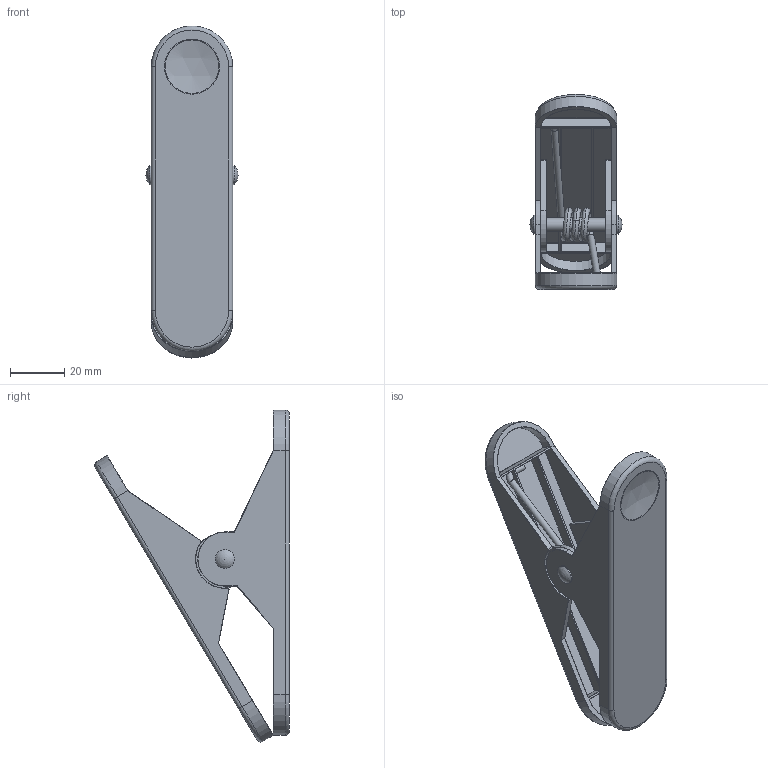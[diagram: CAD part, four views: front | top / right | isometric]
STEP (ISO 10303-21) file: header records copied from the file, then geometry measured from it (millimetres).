
FILE_DESCRIPTION( ( '' ), ' ' );
FILE_NAME( '5e868cf1d03bff161bacfad0.step', '2020-04-03T01:10:10', ( '' ), ( '' ), ' ', ' ', ' ' );
FILE_SCHEMA( ( 'AUTOMOTIVE_DESIGN { 1 0 10303 214 1 1 1 1 }' ) );
Length unit declared in the file: metre
Products named in the file (5): Assem1; Part1; part 2; spring22^Assem1; Part3
Assembly tree (4 placements, depth 2):
  Assem1
    Part1
    part 2
    spring22^Assem1
    Part3
Bounding box: 34 x 71.91 x 122.5 mm (x, y, z)
Volume: 27765.8 mm3; surface area: 31441.2 mm2
Topology: 4 solids, 4 shells, 329 faces, 741 edges, 423 vertices
Faces by surface type: cylinder 147, plane 80, torus 72, sphere 16, bspline 13, cone 1
Full cylindrical faces by diameter (mm): 2.5 x6, 5 x5, 7 x2
Entity records: 15641 total; most frequent: CARTESIAN_POINT 5671, DIRECTION 1648, ORIENTED_EDGE 1410, EDGE_CURVE 705, AXIS2_PLACEMENT_3D 672, VERTEX_POINT 416, EDGE_LOOP 370, FACE_OUTER_BOUND 350
